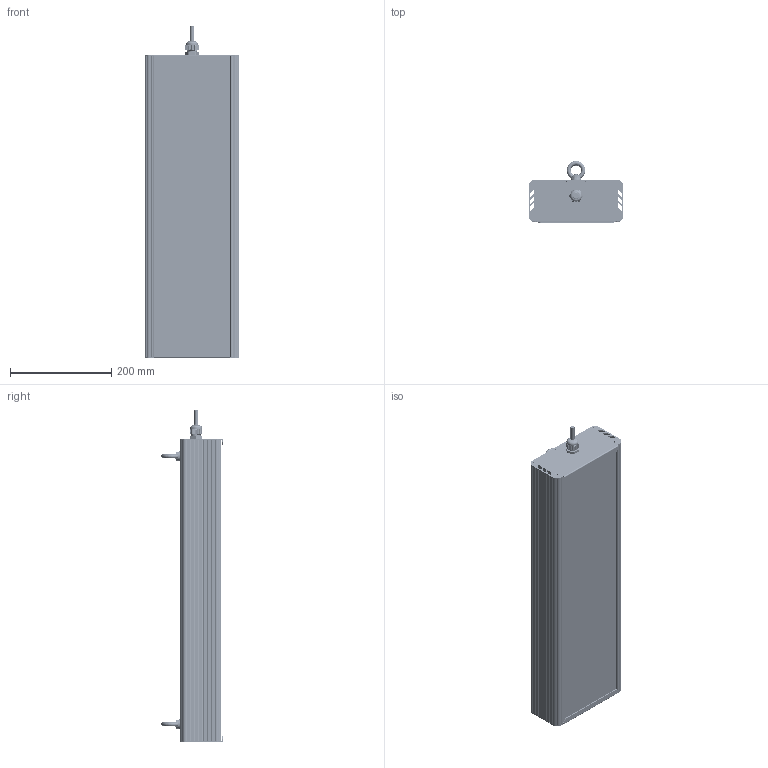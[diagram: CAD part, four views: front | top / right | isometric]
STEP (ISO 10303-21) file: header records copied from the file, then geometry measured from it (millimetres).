
FILE_DESCRIPTION(('STEP AP214'), '1');
FILE_NAME('001.0079.80.000 - ÃÑÏ-Ýêñòðà-Îïòèê-120', '2023-11-02T12:08:32', ('Ëóêîíèí'), ('ÎÊÁ Ñâîé Ñòèëü'), 'C3D Converter', 'C3D Toolkit', '');
FILE_SCHEMA(('AUTOMOTIVE_DESIGN { 1 0 10303 214 3 1 1}'));
Length unit declared in the file: millimetre
Products named in the file (26): 001.0079.80.000; 001.0065.02.000
Assembly tree (59 placements, depth 4):
  001.0079.80.000
    (unnamed)
      (unnamed)
      (unnamed)
      (unnamed)
      (unnamed)  x6
      (unnamed)  x6
      (unnamed)
      (unnamed)
      (unnamed)
      (unnamed)
        (unnamed)
      (unnamed)  x12
        (unnamed)
        (unnamed)
        (unnamed)
        (unnamed)
        (unnamed)
        (unnamed)
        (unnamed)
        (unnamed)
        (unnamed)
        (unnamed)
    001.0065.02.000  x2
      (unnamed)
      (unnamed)
Bounding box: 187.37 x 121.61 x 656.43 mm (x, y, z)
Volume: 1998544 mm3; surface area: 1481022.6 mm2
Topology: 420 solids, 420 shells, 6046 faces, 14111 edges, 9471 vertices
Faces by surface type: plane 4260, cylinder 1452, bspline 197, cone 112, torus 13, sphere 12
Full cylindrical faces by diameter (mm): 1 x12, 2 x24, 2.5 x48, 2.8 x300, 3.2 x12, 3.5 x72, 4 x12, 6 x2, 8 x12, 9 x156, 12 x1, 12.5 x1, 16 x1, 18.5 x3, 20 x1, 23.5 x1
Entity records: 92372 total; most frequent: CARTESIAN_POINT 45608, ORIENTED_EDGE 8892, DIRECTION 8054, EDGE_CURVE 4446, VERTEX_POINT 3074, LINE 2696, VECTOR 2696, AXIS2_PLACEMENT_3D 2679
